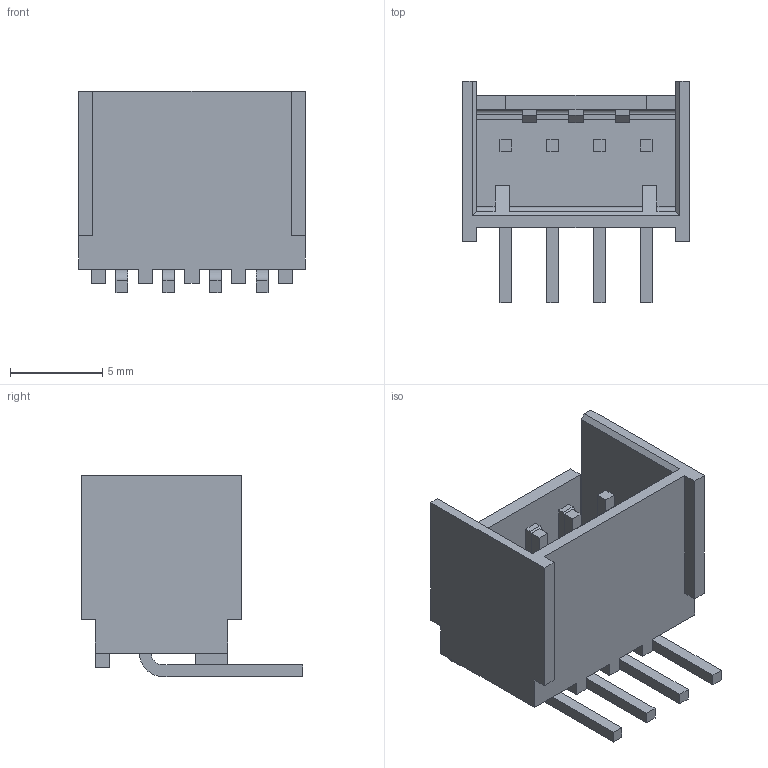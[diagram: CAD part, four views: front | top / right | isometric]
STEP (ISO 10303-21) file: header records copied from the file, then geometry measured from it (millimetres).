
FILE_DESCRIPTION(('STEP AP242'),'1');
FILE_NAME('2-644803-4.stp','2021-01-31T07:35:57',('TraceParts'),('TraceParts S.A.'),'Spatial InterOp 3D',' ',' ');
FILE_SCHEMA(('AP242_MANAGED_MODEL_BASED_3D_ENGINEERING_MIM_LF {1 0 10303 442 1 1 4}'));
Length unit declared in the file: millimetre
Products named in the file (1): 2-644803-4
Bounding box: 12.29 x 12.01 x 10.92 mm (x, y, z)
Volume: 413.4 mm3; surface area: 1014.7 mm2
Topology: 1 solids, 1 shells, 147 faces, 398 edges, 264 vertices
Faces by surface type: plane 135, cylinder 12
Entity records: 4559 total; most frequent: CARTESIAN_POINT 810, ORIENTED_EDGE 796, DIRECTION 718, EDGE_CURVE 398, LINE 374, VECTOR 374, VERTEX_POINT 264, AXIS2_PLACEMENT_3D 172
